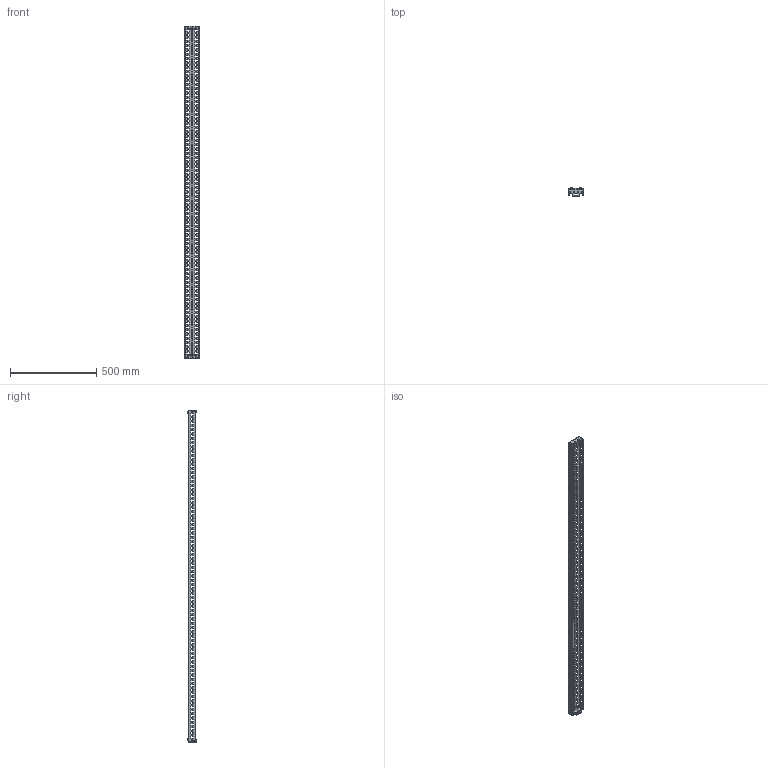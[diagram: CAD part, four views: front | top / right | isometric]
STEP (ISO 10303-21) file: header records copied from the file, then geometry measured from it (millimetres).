
FILE_DESCRIPTION (( 'STEP AP214' ), '1' );
FILE_NAME ('YKM40D-FO-ST-200 FORMAT Ñòîéêà âåðòèêàëüíàÿ 2000 (4øò_êîìïë) IEK.STEP', '2024-06-24T09:47:57', ( '' ), ( '' ), 'SwSTEP 2.0', 'SolidWorks 2022', '' );
FILE_SCHEMA (( 'AUTOMOTIVE_DESIGN' ));
Length unit declared in the file: millimetre
Products named in the file (1): YKM40D-FO-ST-200 FORMAT Стойка вертикальная 2000 (4шт_компл) IEK
Bounding box: 92 x 49 x 1929 mm (x, y, z)
Volume: 453922.8 mm3; surface area: 637723.6 mm2
Topology: 7 solids, 7 shells, 2438 faces, 7212 edges, 4792 vertices
Faces by surface type: plane 1374, cylinder 1032, cone 16, torus 16
Entity records: 111762 total; most frequent: CARTESIAN_POINT 14443, ORIENTED_EDGE 14424, DIRECTION 14202, EDGE_CURVE 7212, VECTOR 5100, LINE 5100, VERTEX_POINT 4792, AXIS2_PLACEMENT_3D 4551
